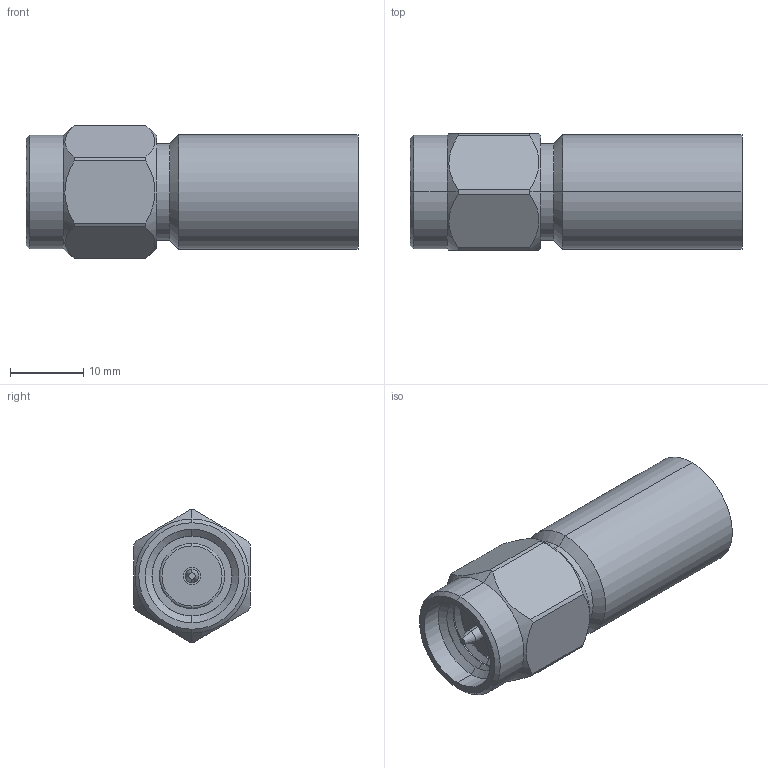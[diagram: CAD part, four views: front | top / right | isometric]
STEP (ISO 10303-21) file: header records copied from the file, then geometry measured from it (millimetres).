
FILE_DESCRIPTION (( 'STEP AP203' ), '1' );
FILE_NAME ('FMCN1909_3D.STEP', '2022-06-07T13:48:56', ( '' ), ( '' ), 'SwSTEP 2.0', 'SolidWorks 2021', '' );
FILE_SCHEMA (( 'CONFIG_CONTROL_DESIGN' ));
Length unit declared in the file: inch
Products named in the file (1): FMCN1909_3D
Bounding box: 45.21 x 15.88 x 17.99 mm (x, y, z)
Volume: 5858.4 mm3; surface area: 4054.3 mm2
Topology: 1 solids, 1 shells, 91 faces, 193 edges, 110 vertices
Faces by surface type: cylinder 41, cone 34, plane 14, torus 2
Entity records: 2638 total; most frequent: CARTESIAN_POINT 559, DIRECTION 465, ORIENTED_EDGE 386, EDGE_CURVE 193, AXIS2_PLACEMENT_3D 192, VERTEX_POINT 110, CIRCLE 100, EDGE_LOOP 97
